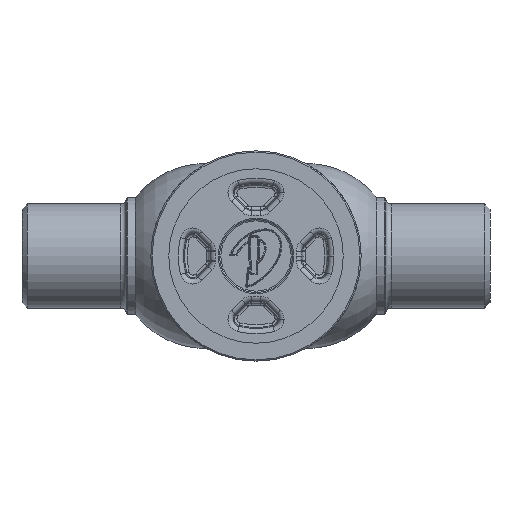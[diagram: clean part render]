
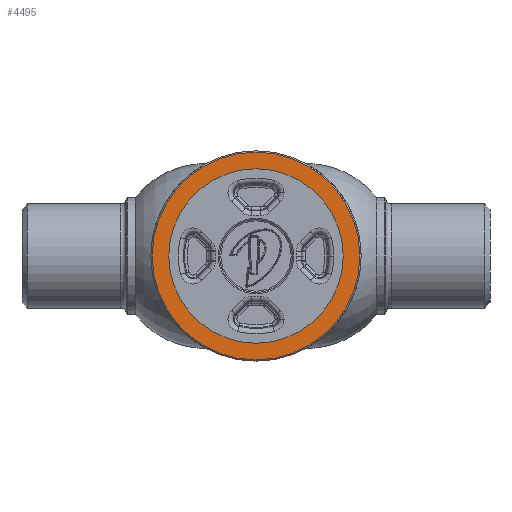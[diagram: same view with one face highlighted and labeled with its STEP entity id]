
A CAD part, front view. The second image highlights one B-rep face of the part: STEP entity #4495.
In plain terms, the highlighted planar face has unit normal (0, -1, 0).
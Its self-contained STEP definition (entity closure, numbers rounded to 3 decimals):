
#404 = AXIS2_PLACEMENT_3D ( 'NONE', #4277, #9362, #5020 ) ;
#458 = VERTEX_POINT ( 'NONE', #7779 ) ;
#473 = ORIENTED_EDGE ( 'NONE', *, *, #5091, .F. ) ;
#553 = ORIENTED_EDGE ( 'NONE', *, *, #7129, .F. ) ;
#642 = DIRECTION ( 'NONE',  ( 0., -1., 0. ) ) ;
#1400 = PLANE ( 'NONE',  #8180 ) ;
#1729 = AXIS2_PLACEMENT_3D ( 'NONE', #8304, #3962, #9056 ) ;
#2112 = EDGE_CURVE ( 'NONE', #7409, #458, #4182, .T. ) ;
#2512 = CARTESIAN_POINT ( 'NONE',  ( 0., 0., 0. ) ) ;
#2810 = FACE_OUTER_BOUND ( 'NONE', #4803, .T. ) ;
#3266 = DIRECTION ( 'NONE',  ( -1., 0., 0. ) ) ;
#3389 = AXIS2_PLACEMENT_3D ( 'NONE', #3846, #8935, #4590 ) ;
#3408 = CARTESIAN_POINT ( 'NONE',  ( -33.5, 0., 0. ) ) ;
#3846 = CARTESIAN_POINT ( 'NONE',  ( 0., 0., 0. ) ) ;
#3962 = DIRECTION ( 'NONE',  ( 0., 1., 0. ) ) ;
#4182 = CIRCLE ( 'NONE', #5525, 33.5 ) ;
#4277 = CARTESIAN_POINT ( 'NONE',  ( 0., 0., 0. ) ) ;
#4495 = ADVANCED_FACE ( 'NONE', ( #8879, #2810 ), #1400, .T. ) ;
#4590 = DIRECTION ( 'NONE',  ( -1., 0., 0. ) ) ;
#4803 = EDGE_LOOP ( 'NONE', ( #473, #553 ) ) ;
#5020 = DIRECTION ( 'NONE',  ( -1., 0., 0. ) ) ;
#5091 = EDGE_CURVE ( 'NONE', #6019, #6368, #6452, .T. ) ;
#5521 = EDGE_LOOP ( 'NONE', ( #5702, #8841 ) ) ;
#5525 = AXIS2_PLACEMENT_3D ( 'NONE', #2512, #7628, #3266 ) ;
#5702 = ORIENTED_EDGE ( 'NONE', *, *, #2112, .T. ) ;
#5903 = DIRECTION ( 'NONE',  ( 1., 0., 0. ) ) ;
#6019 = VERTEX_POINT ( 'NONE', #8813 ) ;
#6368 = VERTEX_POINT ( 'NONE', #8058 ) ;
#6452 = CIRCLE ( 'NONE', #1729, 39.9 ) ;
#7129 = EDGE_CURVE ( 'NONE', #6368, #6019, #8448, .T. ) ;
#7409 = VERTEX_POINT ( 'NONE', #3408 ) ;
#7483 = EDGE_CURVE ( 'NONE', #458, #7409, #7666, .T. ) ;
#7628 = DIRECTION ( 'NONE',  ( 0., 1., 0. ) ) ;
#7666 = CIRCLE ( 'NONE', #404, 33.5 ) ;
#7779 = CARTESIAN_POINT ( 'NONE',  ( 33.5, 0., 0. ) ) ;
#8058 = CARTESIAN_POINT ( 'NONE',  ( 39.9, 0., 0. ) ) ;
#8180 = AXIS2_PLACEMENT_3D ( 'NONE', #8794, #642, #5903 ) ;
#8304 = CARTESIAN_POINT ( 'NONE',  ( 0., 0., 0. ) ) ;
#8448 = CIRCLE ( 'NONE', #3389, 39.9 ) ;
#8794 = CARTESIAN_POINT ( 'NONE',  ( -39.9, 0., 0. ) ) ;
#8813 = CARTESIAN_POINT ( 'NONE',  ( -39.9, 0., 0. ) ) ;
#8841 = ORIENTED_EDGE ( 'NONE', *, *, #7483, .T. ) ;
#8879 = FACE_BOUND ( 'NONE', #5521, .T. ) ;
#8935 = DIRECTION ( 'NONE',  ( 0., 1., 0. ) ) ;
#9056 = DIRECTION ( 'NONE',  ( -1., 0., 0. ) ) ;
#9362 = DIRECTION ( 'NONE',  ( 0., 1., 0. ) ) ;
